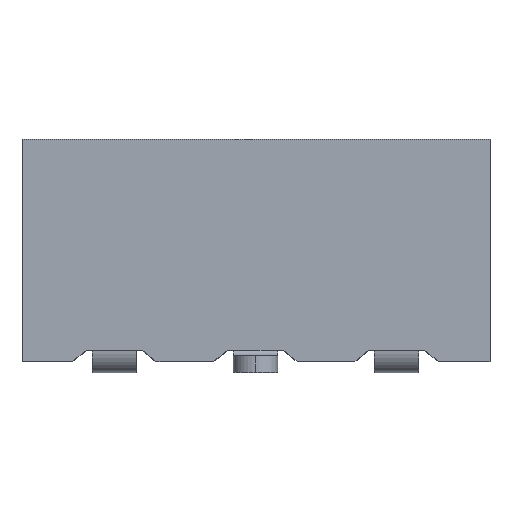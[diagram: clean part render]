
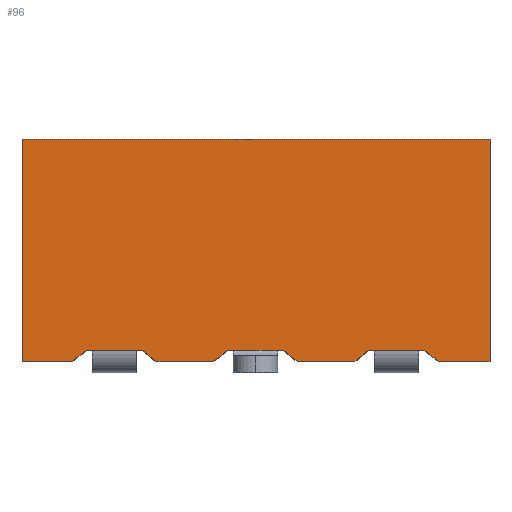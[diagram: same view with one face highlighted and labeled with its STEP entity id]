
A CAD part, top view. The second image highlights one B-rep face of the part: STEP entity #96.
In plain terms, the highlighted planar face has unit normal (0, 0, 1).
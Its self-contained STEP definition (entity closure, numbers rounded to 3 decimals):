
#96=ADVANCED_FACE('',(#311),#312,.T.);
#311=FACE_OUTER_BOUND('',#714,.T.);
#312=PLANE('',#715);
#714=EDGE_LOOP('',(#1183,#1184,#1185,#1186,#1187,#1188,#1189,#1190,#1191,#1192,#1193,#1194,#1195,#1196,#1197,#1198));
#715=AXIS2_PLACEMENT_3D('',#1199,#1200,#1201);
#1183=ORIENTED_EDGE('',*,*,#2820,.T.);
#1184=ORIENTED_EDGE('',*,*,#2788,.T.);
#1185=ORIENTED_EDGE('',*,*,#2821,.T.);
#1186=ORIENTED_EDGE('',*,*,#2822,.F.);
#1187=ORIENTED_EDGE('',*,*,#2823,.F.);
#1188=ORIENTED_EDGE('',*,*,#2778,.T.);
#1189=ORIENTED_EDGE('',*,*,#2795,.T.);
#1190=ORIENTED_EDGE('',*,*,#2816,.T.);
#1191=ORIENTED_EDGE('',*,*,#2824,.T.);
#1192=ORIENTED_EDGE('',*,*,#2782,.T.);
#1193=ORIENTED_EDGE('',*,*,#2825,.T.);
#1194=ORIENTED_EDGE('',*,*,#2826,.T.);
#1195=ORIENTED_EDGE('',*,*,#2827,.T.);
#1196=ORIENTED_EDGE('',*,*,#2790,.T.);
#1197=ORIENTED_EDGE('',*,*,#2828,.T.);
#1198=ORIENTED_EDGE('',*,*,#2829,.T.);
#1199=CARTESIAN_POINT('',(-2.105,0.0,0.9));
#1200=DIRECTION('',(0.0,0.0,1.0));
#1201=DIRECTION('',(1.0,0.0,0.0));
#2778=EDGE_CURVE('',#3326,#3323,#3327,.T.);
#2782=EDGE_CURVE('',#3334,#3331,#3335,.T.);
#2788=EDGE_CURVE('',#3339,#3344,#3346,.T.);
#2790=EDGE_CURVE('',#3350,#3347,#3351,.T.);
#2795=EDGE_CURVE('',#3323,#3358,#3360,.T.);
#2816=EDGE_CURVE('',#3358,#3393,#3395,.T.);
#2820=EDGE_CURVE('',#3400,#3339,#3401,.T.);
#2821=EDGE_CURVE('',#3344,#3402,#3403,.T.);
#2822=EDGE_CURVE('',#3404,#3402,#3405,.T.);
#2823=EDGE_CURVE('',#3326,#3404,#3406,.T.);
#2824=EDGE_CURVE('',#3393,#3334,#3407,.T.);
#2825=EDGE_CURVE('',#3331,#3408,#3409,.T.);
#2826=EDGE_CURVE('',#3408,#3410,#3411,.T.);
#2827=EDGE_CURVE('',#3410,#3350,#3412,.T.);
#2828=EDGE_CURVE('',#3347,#3413,#3414,.T.);
#2829=EDGE_CURVE('',#3413,#3400,#3415,.T.);
#3323=VERTEX_POINT('',#4216);
#3326=VERTEX_POINT('',#4220);
#3327=LINE('',#4221,#4222);
#3331=VERTEX_POINT('',#4228);
#3334=VERTEX_POINT('',#4232);
#3335=LINE('',#4233,#4234);
#3339=VERTEX_POINT('',#4240);
#3344=VERTEX_POINT('',#4247);
#3346=LINE('',#4250,#4251);
#3347=VERTEX_POINT('',#4252);
#3350=VERTEX_POINT('',#4256);
#3351=LINE('',#4257,#4258);
#3358=VERTEX_POINT('',#4268);
#3360=LINE('',#4271,#4272);
#3393=VERTEX_POINT('',#4324);
#3395=LINE('',#4327,#4328);
#3400=VERTEX_POINT('',#4336);
#3401=LINE('',#4337,#4338);
#3402=VERTEX_POINT('',#4339);
#3403=LINE('',#4340,#4341);
#3404=VERTEX_POINT('',#4342);
#3405=LINE('',#4343,#4344);
#3406=LINE('',#4345,#4346);
#3407=LINE('',#4347,#4348);
#3408=VERTEX_POINT('',#4349);
#3409=LINE('',#4350,#4351);
#3410=VERTEX_POINT('',#4352);
#3411=LINE('',#4353,#4354);
#3412=LINE('',#4355,#4356);
#3413=VERTEX_POINT('',#4357);
#3414=LINE('',#4358,#4359);
#3415=LINE('',#4360,#4361);
#4216=CARTESIAN_POINT('',(-1.65,0.0,0.9));
#4220=CARTESIAN_POINT('',(-2.105,0.0,0.9));
#4221=CARTESIAN_POINT('',(-2.105,0.0,0.9));
#4222=VECTOR('',#5533,0.455);
#4228=CARTESIAN_POINT('',(-0.38,0.0,0.9));
#4232=CARTESIAN_POINT('',(-0.9,0.0,0.9));
#4233=CARTESIAN_POINT('',(-0.9,0.0,0.9));
#4234=VECTOR('',#5537,0.52);
#4240=CARTESIAN_POINT('',(1.64,0.0,0.9));
#4247=CARTESIAN_POINT('',(2.105,0.0,0.9));
#4250=CARTESIAN_POINT('',(1.64,0.0,0.9));
#4251=VECTOR('',#5543,0.465);
#4252=CARTESIAN_POINT('',(0.89,0.0,0.9));
#4256=CARTESIAN_POINT('',(0.37,0.0,0.9));
#4257=CARTESIAN_POINT('',(0.37,0.0,0.9));
#4258=VECTOR('',#5545,0.52);
#4268=CARTESIAN_POINT('',(-1.525,0.1,0.9));
#4271=CARTESIAN_POINT('',(-1.65,0.0,0.9));
#4272=VECTOR('',#5550,0.16);
#4324=CARTESIAN_POINT('',(-1.025,0.1,0.9));
#4327=CARTESIAN_POINT('',(-1.525,0.1,0.9));
#4328=VECTOR('',#5571,0.5);
#4336=CARTESIAN_POINT('',(1.515,0.1,0.9));
#4337=CARTESIAN_POINT('',(1.515,0.1,0.9));
#4338=VECTOR('',#5575,0.16);
#4339=CARTESIAN_POINT('',(2.105,2.0,0.9));
#4340=CARTESIAN_POINT('',(2.105,0.0,0.9));
#4341=VECTOR('',#5576,2.0);
#4342=CARTESIAN_POINT('',(-2.105,2.0,0.9));
#4343=CARTESIAN_POINT('',(-2.105,2.0,0.9));
#4344=VECTOR('',#5577,4.21);
#4345=CARTESIAN_POINT('',(-2.105,0.0,0.9));
#4346=VECTOR('',#5578,2.0);
#4347=CARTESIAN_POINT('',(-1.025,0.1,0.9));
#4348=VECTOR('',#5579,0.16);
#4349=CARTESIAN_POINT('',(-0.255,0.1,0.9));
#4350=CARTESIAN_POINT('',(-0.38,0.0,0.9));
#4351=VECTOR('',#5580,0.16);
#4352=CARTESIAN_POINT('',(0.245,0.1,0.9));
#4353=CARTESIAN_POINT('',(-0.255,0.1,0.9));
#4354=VECTOR('',#5581,0.5);
#4355=CARTESIAN_POINT('',(0.245,0.1,0.9));
#4356=VECTOR('',#5582,0.16);
#4357=CARTESIAN_POINT('',(1.015,0.1,0.9));
#4358=CARTESIAN_POINT('',(0.89,0.0,0.9));
#4359=VECTOR('',#5583,0.16);
#4360=CARTESIAN_POINT('',(1.015,0.1,0.9));
#4361=VECTOR('',#5584,0.5);
#5533=DIRECTION('',(1.0,0.0,0.0));
#5537=DIRECTION('',(1.0,0.0,0.0));
#5543=DIRECTION('',(1.0,0.0,0.0));
#5545=DIRECTION('',(1.0,0.0,0.0));
#5550=DIRECTION('',(0.781,0.625,0.0));
#5571=DIRECTION('',(1.0,0.0,0.0));
#5575=DIRECTION('',(0.781,-0.625,0.0));
#5576=DIRECTION('',(0.0,1.0,0.0));
#5577=DIRECTION('',(1.0,0.0,0.0));
#5578=DIRECTION('',(0.0,1.0,0.0));
#5579=DIRECTION('',(0.781,-0.625,0.0));
#5580=DIRECTION('',(0.781,0.625,0.0));
#5581=DIRECTION('',(1.0,0.0,0.0));
#5582=DIRECTION('',(0.781,-0.625,0.0));
#5583=DIRECTION('',(0.781,0.625,0.0));
#5584=DIRECTION('',(1.0,0.0,0.0));
